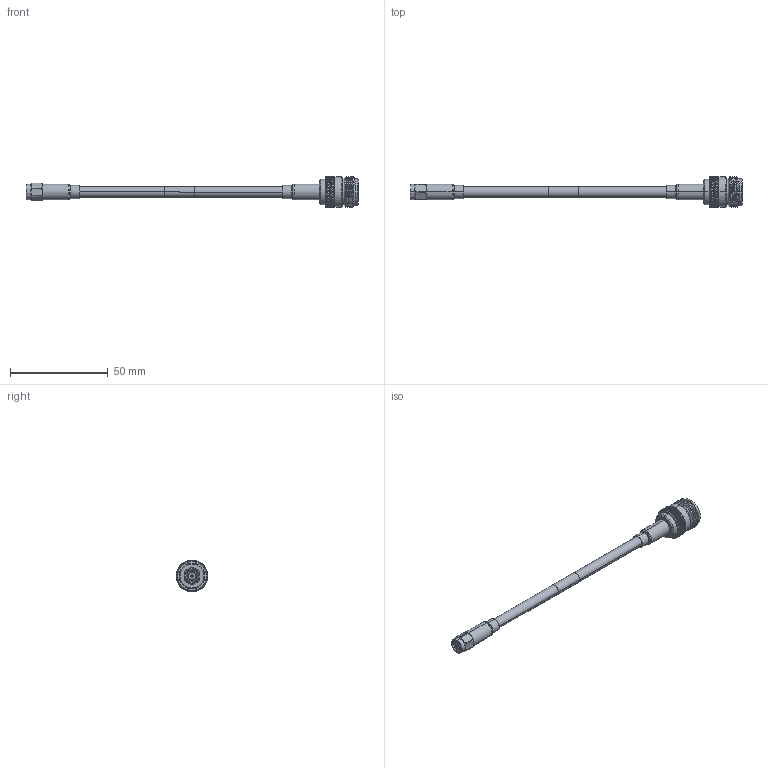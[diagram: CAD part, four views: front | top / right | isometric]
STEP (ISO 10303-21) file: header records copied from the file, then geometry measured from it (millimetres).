
FILE_DESCRIPTION (( 'STEP AP203' ), '1' );
FILE_NAME ('FMCA2728.STEP', '2022-03-09T17:47:00', ( '' ), ( '' ), 'SwSTEP 2.0', 'SolidWorks 2021', '' );
FILE_SCHEMA (( 'CONFIG_CONTROL_DESIGN' ));
Length unit declared in the file: millimetre
Products named in the file (8): SC7050-MA1; FMCN1760; CA-240-MA1_.75" Long; SC7050-MA3_SC7050 -RG223; RG223_with label; SC7059-MA2; FMCA2728; SC7050_SC7050 -RG223
Assembly tree (8 placements, depth 3):
  FMCA2728
    RG223_with label
    FMCN1760
    SC7050_SC7050 -RG223
      SC7050-MA1
      SC7059-MA2
      SC7050-MA3_SC7050 -RG223
    CA-240-MA1_.75" Long  x2
Bounding box: 169.66 x 16.01 x 16.01 mm (x, y, z)
Volume: 6671.5 mm3; surface area: 8325.5 mm2
Topology: 9 solids, 9 shells, 2112 faces, 4455 edges, 2379 vertices
Faces by surface type: bspline 1443, cylinder 466, cone 131, plane 56, torus 16
Entity records: 69809 total; most frequent: CARTESIAN_POINT 40320, ORIENTED_EDGE 8822, EDGE_CURVE 4411, VERTEX_POINT 2355, DIRECTION 2340, EDGE_LOOP 2120, FACE_OUTER_BOUND 2090, ADVANCED_FACE 2090
